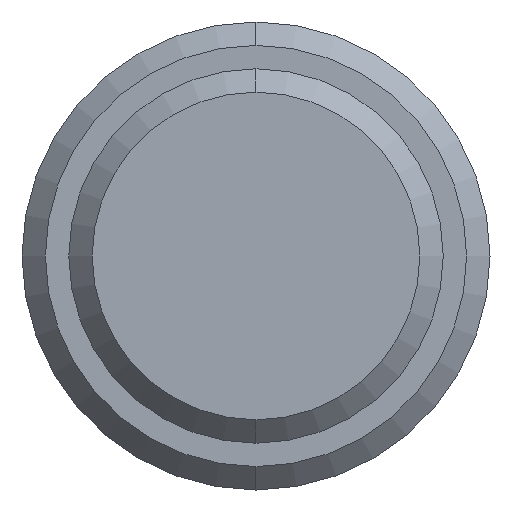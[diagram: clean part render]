
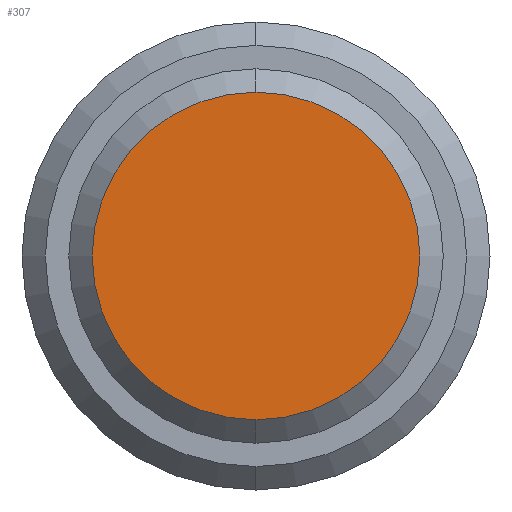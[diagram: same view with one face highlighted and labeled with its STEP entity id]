
A CAD part, left-side view. The second image highlights one B-rep face of the part: STEP entity #307.
In plain terms, the highlighted planar face has unit normal (-1, 0, 0).
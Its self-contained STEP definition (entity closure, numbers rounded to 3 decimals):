
#40 = VERTEX_POINT ( 'NONE', #335 ) ;
#60 = AXIS2_PLACEMENT_3D ( 'NONE', #289, #244, #320 ) ;
#67 = EDGE_CURVE ( 'NONE', #40, #384, #211, .T. ) ;
#72 = DIRECTION ( 'NONE',  ( 0., 0., 1. ) ) ;
#77 = ORIENTED_EDGE ( 'NONE', *, *, #67, .T. ) ;
#111 = CARTESIAN_POINT ( 'NONE',  ( -21., 0., 0. ) ) ;
#136 = ORIENTED_EDGE ( 'NONE', *, *, #337, .T. ) ;
#204 = DIRECTION ( 'NONE',  ( -1., 0., 0. ) ) ;
#205 = CARTESIAN_POINT ( 'NONE',  ( -21., 0., 3.5 ) ) ;
#211 = CIRCLE ( 'NONE', #442, 3.5 ) ;
#231 = PLANE ( 'NONE',  #314 ) ;
#244 = DIRECTION ( 'NONE',  ( -1., 0., 0. ) ) ;
#270 = DIRECTION ( 'NONE',  ( -1., 0., 0. ) ) ;
#282 = DIRECTION ( 'NONE',  ( 0., 0., -1. ) ) ;
#289 = CARTESIAN_POINT ( 'NONE',  ( -21., 0., 0. ) ) ;
#301 = FACE_OUTER_BOUND ( 'NONE', #430, .T. ) ;
#307 = ADVANCED_FACE ( 'NONE', ( #301 ), #231, .T. ) ;
#314 = AXIS2_PLACEMENT_3D ( 'NONE', #323, #204, #282 ) ;
#320 = DIRECTION ( 'NONE',  ( 0., 0., 1. ) ) ;
#323 = CARTESIAN_POINT ( 'NONE',  ( -21., 0., 0. ) ) ;
#335 = CARTESIAN_POINT ( 'NONE',  ( -21., 0., -3.5 ) ) ;
#337 = EDGE_CURVE ( 'NONE', #384, #40, #429, .T. ) ;
#384 = VERTEX_POINT ( 'NONE', #205 ) ;
#429 = CIRCLE ( 'NONE', #60, 3.5 ) ;
#430 = EDGE_LOOP ( 'NONE', ( #77, #136 ) ) ;
#442 = AXIS2_PLACEMENT_3D ( 'NONE', #111, #270, #72 ) ;
